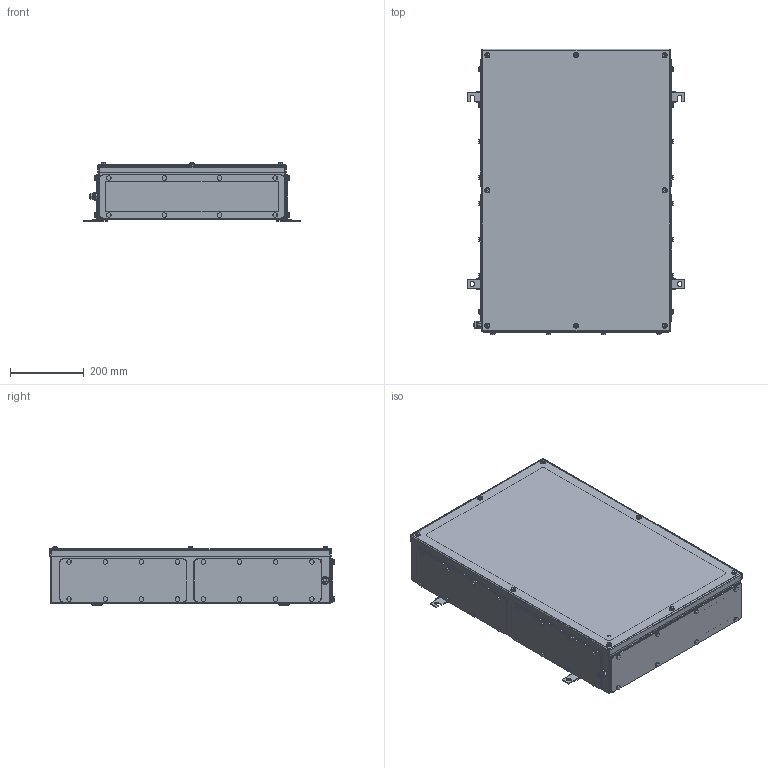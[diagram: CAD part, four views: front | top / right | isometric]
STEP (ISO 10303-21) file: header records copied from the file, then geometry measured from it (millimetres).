
FILE_DESCRIPTION(('CATIA V5 STEP Exchange','CAx-IF Rec.Pracs.--- Model Styling and Organization---1.4--- 2014-01-23'),'2;1');
FILE_NAME ('008692-4_3_1196530000_1196530000.stp','2019-09-25T08:59:35+00:00',('none'),('Weidmueller'),'CATIA Version 5-6 Release 2016 SP3 HF44','CATIA V5 STEP AP214','none');
FILE_SCHEMA(('AUTOMOTIVE_DESIGN { 1 0 10303 214 1 1 1 1 }'));
Products named in the file (1): Product7_AllCATPart
Bounding box: 589 x 775.5 x 158.5 mm (x, y, z)
Volume: 2829204.5 mm3; surface area: 3096121.9 mm2
Topology: 147 solids, 147 shells, 3089 faces, 7010 edges, 4347 vertices
Faces by surface type: cylinder 1344, plane 1067, cone 606, torus 56, sphere 16
Entity records: 81033 total; most frequent: CARTESIAN_POINT 16485, ORIENTED_EDGE 13760, DIRECTION 10763, EDGE_CURVE 6880, AXIS2_PLACEMENT_3D 5158, VERTEX_POINT 4347, EDGE_LOOP 3695, VECTOR 3454
